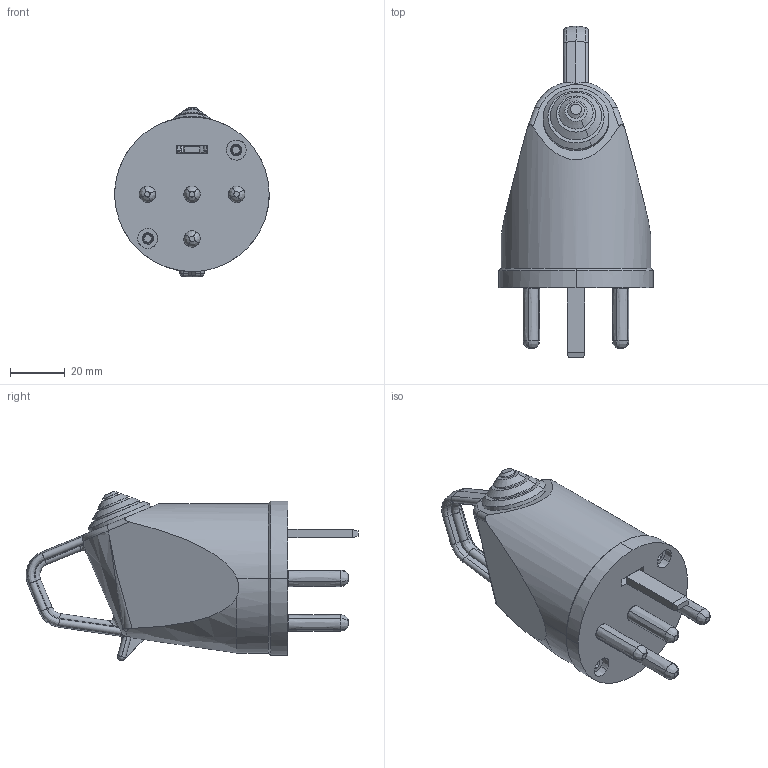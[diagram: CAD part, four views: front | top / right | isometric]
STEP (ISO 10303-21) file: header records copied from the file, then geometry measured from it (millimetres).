
FILE_DESCRIPTION(('CATIA V5 STEP Exchange','CAx-IF Rec.Pracs.--- Model Styling and Organization---1.5--- 2016-08-15','CAx-IF Rec.Pracs.---Supplemental Geometry---1.0---2011-11-01','CAx-IF Rec.Pracs.--- Composite Materials ---1.1---2010-07-15'),'2;1');
FILE_NAME('055637.stp','2025-04-25T12:23:48+00:00',('none'),('none'),'CATIA Version 5-6 Release 2020 SP5','CATIA V5 STEP AP214 v2','none');
FILE_SCHEMA(('AUTOMOTIVE_DESIGN { 1 0 10303 214 1 1 1 1 }'));
Length unit declared in the file: millimetre
Products named in the file (1): Fiche_20A_AllCATPart
Bounding box: 56.2 x 120.79 x 61.66 mm (x, y, z)
Volume: 43295.6 mm3; surface area: 41865.4 mm2
Topology: 8 solids, 8 shells, 782 faces, 2002 edges, 1266 vertices
Faces by surface type: bspline 373, plane 319, cone 37, cylinder 36, revolution 7, torus 6, extrusion 4
Entity records: 32596 total; most frequent: CARTESIAN_POINT 18217, ORIENTED_EDGE 3992, EDGE_CURVE 1996, DIRECTION 1525, VERTEX_POINT 1265, EDGE_LOOP 835, ADVANCED_FACE 782, FACE_OUTER_BOUND 782
